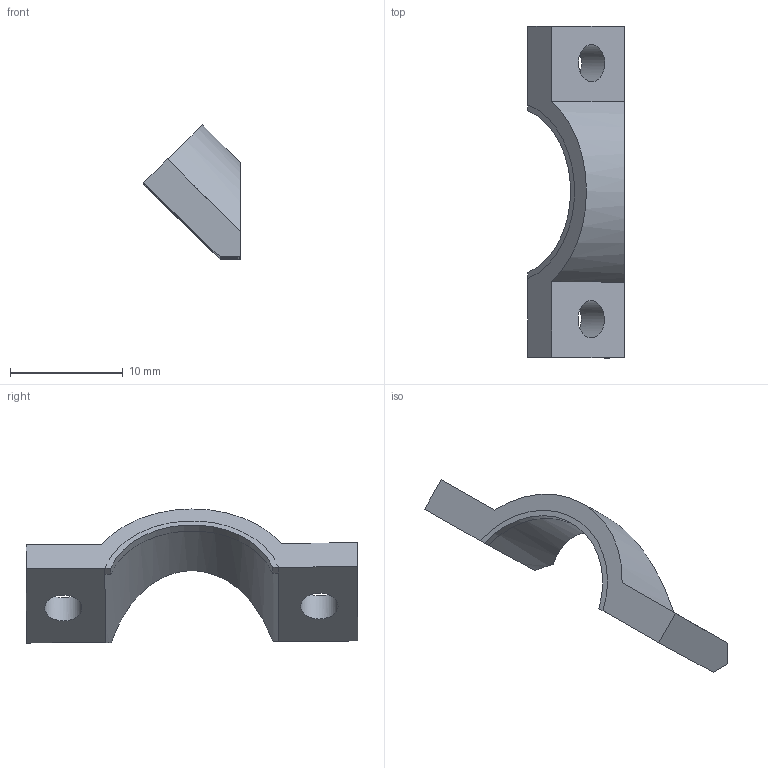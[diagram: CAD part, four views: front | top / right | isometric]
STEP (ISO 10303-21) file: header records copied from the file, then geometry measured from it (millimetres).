
FILE_DESCRIPTION(/* description */ (''),/* implementation_level */ '2;1');
FILE_NAME(/* name */ 'diff_clamp.step',/* time_stamp */ '2025-04-05T15:33:27-04:00',/* author */ (''),/* organization */ (''),/* preprocessor_version */ 'ST-DEVELOPER v20.1',/* originating_system */ 'Autodesk Translation Framework v14.4.0.0',/* authorisation */ '');
FILE_SCHEMA (('AUTOMOTIVE_DESIGN { 1 0 10303 214 3 1 1 }'));
Length unit declared in the file: millimetre
Products named in the file (3): armatron_7; Wrist Joint; Wire Box (3)
Assembly tree (2 placements, depth 3):
  armatron_7
    Wrist Joint
      Wire Box (3)
Bounding box: 8.58 x 29.45 x 11.9 mm (x, y, z)
Volume: 571.9 mm3; surface area: 814.6 mm2
Topology: 1 solids, 1 shells, 21 faces, 51 edges, 32 vertices
Faces by surface type: plane 14, cylinder 7
Full cylindrical faces by diameter (mm): 3.3 x2
Entity records: 718 total; most frequent: DIRECTION 122, CARTESIAN_POINT 109, ORIENTED_EDGE 102, EDGE_CURVE 51, AXIS2_PLACEMENT_3D 45, LINE 32, VECTOR 32, VERTEX_POINT 32
